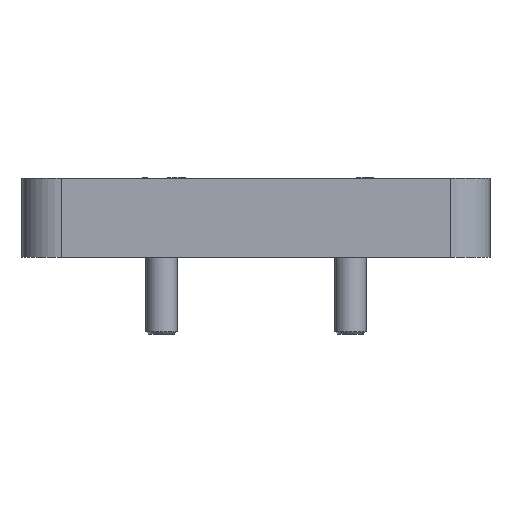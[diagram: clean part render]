
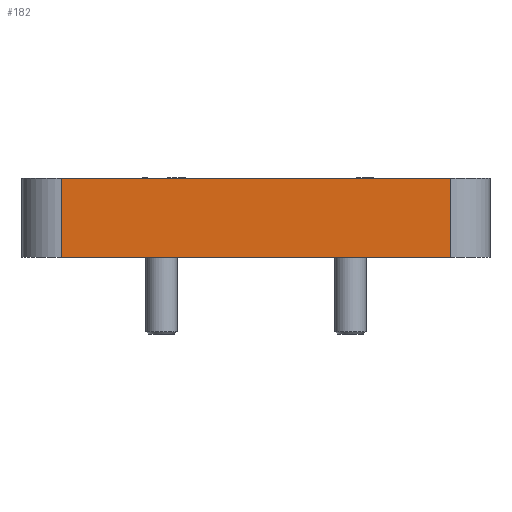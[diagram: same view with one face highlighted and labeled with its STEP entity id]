
A CAD part, left-side view. The second image highlights one B-rep face of the part: STEP entity #182.
In plain terms, the highlighted face is planar.
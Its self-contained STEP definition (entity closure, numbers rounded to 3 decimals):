
#1 = VERTEX_POINT ( 'NONE', #140 ) ;
#115 = LINE ( 'NONE', #1686, #328 ) ;
#140 = CARTESIAN_POINT ( 'NONE',  ( 62.5, -31.15, 0. ) ) ;
#167 = DIRECTION ( 'NONE',  ( 0., 0., -1. ) ) ;
#171 = ORIENTED_EDGE ( 'NONE', *, *, #536, .T. ) ;
#182 = ADVANCED_FACE ( 'NONE', ( #1072 ), #1431, .F. ) ;
#295 = EDGE_CURVE ( 'NONE', #1, #595, #115, .T. ) ;
#308 = EDGE_CURVE ( 'NONE', #1293, #595, #1188, .T. ) ;
#319 = ORIENTED_EDGE ( 'NONE', *, *, #295, .T. ) ;
#328 = VECTOR ( 'NONE', #923, 1000. ) ;
#409 = AXIS2_PLACEMENT_3D ( 'NONE', #928, #789, #1327 ) ;
#411 = VECTOR ( 'NONE', #604, 1000. ) ;
#518 = EDGE_CURVE ( 'NONE', #1422, #1293, #1661, .T. ) ;
#536 = EDGE_CURVE ( 'NONE', #1422, #1, #1015, .T. ) ;
#595 = VERTEX_POINT ( 'NONE', #1049 ) ;
#604 = DIRECTION ( 'NONE',  ( 0., 1., 0. ) ) ;
#705 = VECTOR ( 'NONE', #167, 1000. ) ;
#759 = CARTESIAN_POINT ( 'NONE',  ( 62.5, 31.15, 12.7 ) ) ;
#789 = DIRECTION ( 'NONE',  ( -1., 0., 0. ) ) ;
#797 = CARTESIAN_POINT ( 'NONE',  ( 62.5, 31.15, 12.7 ) ) ;
#876 = VECTOR ( 'NONE', #1576, 1000. ) ;
#917 = ORIENTED_EDGE ( 'NONE', *, *, #308, .F. ) ;
#923 = DIRECTION ( 'NONE',  ( 0., 1., 0. ) ) ;
#928 = CARTESIAN_POINT ( 'NONE',  ( 62.5, 31.15, 12.7 ) ) ;
#1015 = LINE ( 'NONE', #1366, #705 ) ;
#1028 = CARTESIAN_POINT ( 'NONE',  ( 62.5, -31.15, 12.7 ) ) ;
#1049 = CARTESIAN_POINT ( 'NONE',  ( 62.5, 31.15, 0. ) ) ;
#1072 = FACE_OUTER_BOUND ( 'NONE', #1525, .T. ) ;
#1188 = LINE ( 'NONE', #1699, #876 ) ;
#1293 = VERTEX_POINT ( 'NONE', #797 ) ;
#1320 = ORIENTED_EDGE ( 'NONE', *, *, #518, .F. ) ;
#1327 = DIRECTION ( 'NONE',  ( 0., 0., 1. ) ) ;
#1366 = CARTESIAN_POINT ( 'NONE',  ( 62.5, -31.15, 12.7 ) ) ;
#1422 = VERTEX_POINT ( 'NONE', #1028 ) ;
#1431 = PLANE ( 'NONE',  #409 ) ;
#1525 = EDGE_LOOP ( 'NONE', ( #319, #917, #1320, #171 ) ) ;
#1576 = DIRECTION ( 'NONE',  ( 0., 0., -1. ) ) ;
#1661 = LINE ( 'NONE', #759, #411 ) ;
#1686 = CARTESIAN_POINT ( 'NONE',  ( 62.5, 31.15, 0. ) ) ;
#1699 = CARTESIAN_POINT ( 'NONE',  ( 62.5, 31.15, 12.7 ) ) ;
